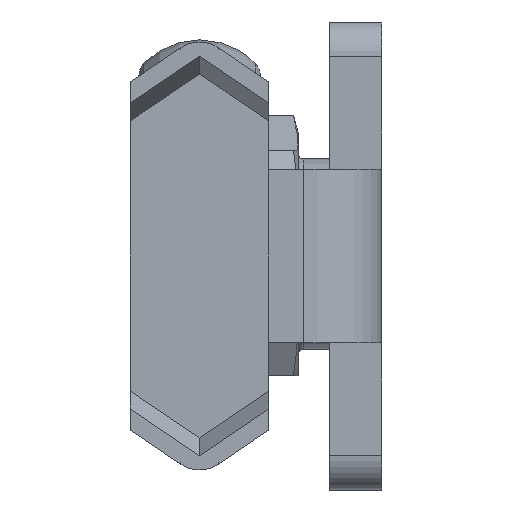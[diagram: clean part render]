
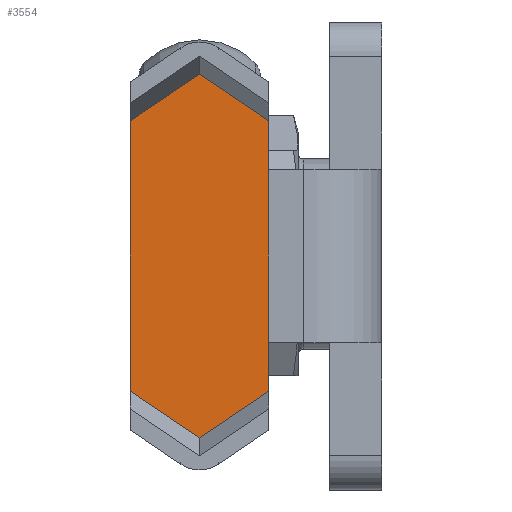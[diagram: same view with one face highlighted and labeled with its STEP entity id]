
A CAD part, left-side view. The second image highlights one B-rep face of the part: STEP entity #3554.
In plain terms, the highlighted face is planar.
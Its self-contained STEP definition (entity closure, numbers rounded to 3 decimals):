
#3499=CARTESIAN_POINT('',(0.,-6.,0.));
#3500=DIRECTION('',(0.0,1.0,0.0));
#3501=DIRECTION('',(0.0,0.0,1.0));
#3502=AXIS2_PLACEMENT_3D('',#3499,#3500,#3501);
#3503=PLANE('',#3502);
#3504=CARTESIAN_POINT('',(-10.5,-6.,0.));
#3505=VERTEX_POINT('',#3504);
#3506=CARTESIAN_POINT('',(-7.802,-6.,-4.0));
#3507=VERTEX_POINT('',#3506);
#3508=CARTESIAN_POINT('',(-10.5,-6.,0.0));
#3509=DIRECTION('',(0.559,0.0,-0.829));
#3510=VECTOR('',#3509,4.825);
#3511=LINE('',#3508,#3510);
#3512=EDGE_CURVE('',#3505,#3507,#3511,.T.);
#3513=ORIENTED_EDGE('',*,*,#3512,.T.);
#3514=CARTESIAN_POINT('',(7.802,-6.,-4.));
#3515=VERTEX_POINT('',#3514);
#3516=CARTESIAN_POINT('',(7.802,-6.,-4.0));
#3517=DIRECTION('',(-1.0,0.0,0.0));
#3518=VECTOR('',#3517,15.604);
#3519=LINE('',#3516,#3518);
#3520=EDGE_CURVE('',#3515,#3507,#3519,.T.);
#3521=ORIENTED_EDGE('',*,*,#3520,.F.);
#3522=CARTESIAN_POINT('',(10.5,-6.,0.));
#3523=VERTEX_POINT('',#3522);
#3524=CARTESIAN_POINT('',(7.802,-6.,-4.));
#3525=DIRECTION('',(0.559,0.0,0.829));
#3526=VECTOR('',#3525,4.825);
#3527=LINE('',#3524,#3526);
#3528=EDGE_CURVE('',#3515,#3523,#3527,.T.);
#3529=ORIENTED_EDGE('',*,*,#3528,.T.);
#3530=CARTESIAN_POINT('',(7.802,-6.,4.0));
#3531=VERTEX_POINT('',#3530);
#3532=CARTESIAN_POINT('',(10.5,-6.,0.));
#3533=DIRECTION('',(-0.559,0.0,0.829));
#3534=VECTOR('',#3533,4.825);
#3535=LINE('',#3532,#3534);
#3536=EDGE_CURVE('',#3523,#3531,#3535,.T.);
#3537=ORIENTED_EDGE('',*,*,#3536,.T.);
#3538=CARTESIAN_POINT('',(-7.802,-6.,4.0));
#3539=VERTEX_POINT('',#3538);
#3540=CARTESIAN_POINT('',(-7.802,-6.,4.));
#3541=DIRECTION('',(1.0,0.0,0.0));
#3542=VECTOR('',#3541,15.604);
#3543=LINE('',#3540,#3542);
#3544=EDGE_CURVE('',#3539,#3531,#3543,.T.);
#3545=ORIENTED_EDGE('',*,*,#3544,.F.);
#3546=CARTESIAN_POINT('',(-7.802,-6.,4.0));
#3547=DIRECTION('',(-0.559,0.0,-0.829));
#3548=VECTOR('',#3547,4.825);
#3549=LINE('',#3546,#3548);
#3550=EDGE_CURVE('',#3539,#3505,#3549,.T.);
#3551=ORIENTED_EDGE('',*,*,#3550,.T.);
#3552=EDGE_LOOP('',(#3513,#3521,#3529,#3537,#3545,#3551));
#3553=FACE_OUTER_BOUND('',#3552,.T.);
#3554=ADVANCED_FACE('',(#3553),#3503,.F.);
